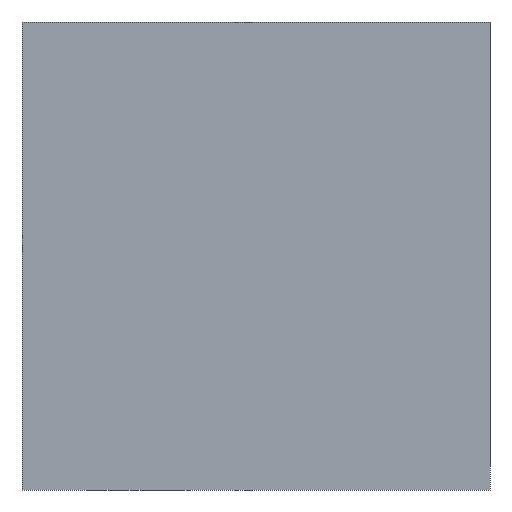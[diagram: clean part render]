
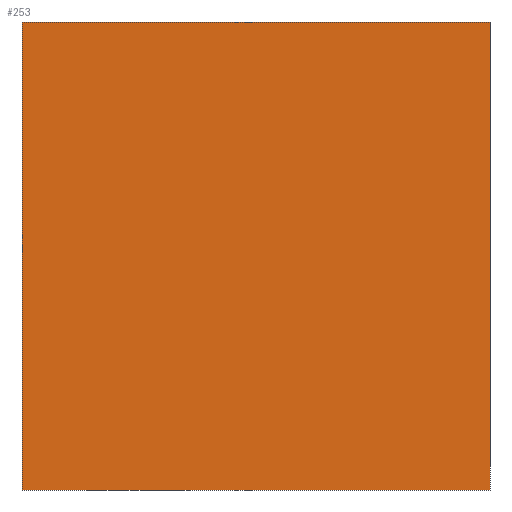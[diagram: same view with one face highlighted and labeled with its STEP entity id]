
A CAD part, left-side view. The second image highlights one B-rep face of the part: STEP entity #253.
In plain terms, the highlighted planar face has unit normal (-1, 0, 0).
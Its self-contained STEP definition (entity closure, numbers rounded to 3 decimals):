
#21 = EDGE_CURVE ( 'NONE', #87, #354, #389, .T. ) ;
#22 = ORIENTED_EDGE ( 'NONE', *, *, #67, .T. ) ;
#24 = VERTEX_POINT ( 'NONE', #55 ) ;
#27 = VECTOR ( 'NONE', #300, 1000. ) ;
#55 = CARTESIAN_POINT ( 'NONE',  ( -7.5, 20., -10. ) ) ;
#65 = CARTESIAN_POINT ( 'NONE',  ( -7.5, 0., 10. ) ) ;
#67 = EDGE_CURVE ( 'NONE', #24, #223, #139, .T. ) ;
#68 = EDGE_CURVE ( 'NONE', #24, #87, #306, .T. ) ;
#71 = CARTESIAN_POINT ( 'NONE',  ( -7.5, 20., 10. ) ) ;
#72 = VECTOR ( 'NONE', #301, 1000. ) ;
#77 = ORIENTED_EDGE ( 'NONE', *, *, #21, .F. ) ;
#80 = CARTESIAN_POINT ( 'NONE',  ( -7.5, 20., 10. ) ) ;
#82 = DIRECTION ( 'NONE',  ( 0., 0., -1. ) ) ;
#87 = VERTEX_POINT ( 'NONE', #305 ) ;
#90 = DIRECTION ( 'NONE',  ( 0., -1., 0. ) ) ;
#98 = AXIS2_PLACEMENT_3D ( 'NONE', #80, #279, #82 ) ;
#101 = LINE ( 'NONE', #65, #143 ) ;
#127 = CARTESIAN_POINT ( 'NONE',  ( -7.5, 20., 10. ) ) ;
#139 = LINE ( 'NONE', #170, #27 ) ;
#143 = VECTOR ( 'NONE', #332, 1000. ) ;
#170 = CARTESIAN_POINT ( 'NONE',  ( -7.5, 20., -10. ) ) ;
#183 = EDGE_CURVE ( 'NONE', #223, #354, #101, .T. ) ;
#191 = ORIENTED_EDGE ( 'NONE', *, *, #68, .F. ) ;
#223 = VERTEX_POINT ( 'NONE', #413 ) ;
#232 = EDGE_LOOP ( 'NONE', ( #277, #77, #191, #22 ) ) ;
#252 = PLANE ( 'NONE',  #98 ) ;
#253 = ADVANCED_FACE ( 'NONE', ( #375 ), #252, .F. ) ;
#264 = VECTOR ( 'NONE', #90, 1000. ) ;
#276 = CARTESIAN_POINT ( 'NONE',  ( -7.5, 0., 10. ) ) ;
#277 = ORIENTED_EDGE ( 'NONE', *, *, #183, .T. ) ;
#279 = DIRECTION ( 'NONE',  ( 1., 0., 0. ) ) ;
#300 = DIRECTION ( 'NONE',  ( 0., -1., 0. ) ) ;
#301 = DIRECTION ( 'NONE',  ( 0., 0., 1. ) ) ;
#305 = CARTESIAN_POINT ( 'NONE',  ( -7.5, 20., 10. ) ) ;
#306 = LINE ( 'NONE', #71, #72 ) ;
#332 = DIRECTION ( 'NONE',  ( 0., 0., 1. ) ) ;
#354 = VERTEX_POINT ( 'NONE', #276 ) ;
#375 = FACE_OUTER_BOUND ( 'NONE', #232, .T. ) ;
#389 = LINE ( 'NONE', #127, #264 ) ;
#413 = CARTESIAN_POINT ( 'NONE',  ( -7.5, 0., -10. ) ) ;
